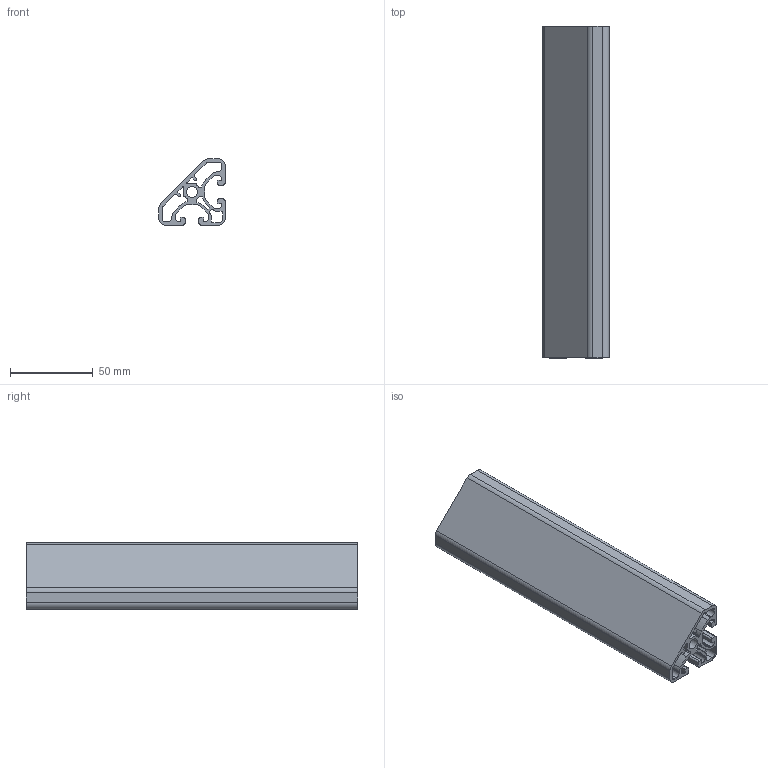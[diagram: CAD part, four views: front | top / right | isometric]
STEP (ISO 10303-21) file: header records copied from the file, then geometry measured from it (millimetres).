
FILE_DESCRIPTION(/* description */ ('Aluminiumprofil 40x40E 45°'),/* implementation_level */ '2;1');
FILE_NAME(/* name */ 'Syskomp 281404941 Aluminiumprofil 40x40E 45°.stp',/* time_stamp */ '2017-06-06T09:42:26+02:00',/* author */ ('wheldmann'),/* organization */ (''),/* preprocessor_version */ 'ST-DEVELOPER v16.1',/* originating_system */ 'Autodesk Inventor 2016',/* authorisation */ ' ');
FILE_SCHEMA (('AUTOMOTIVE_DESIGN { 1 0 10303 214 3 1 1 }'));
Length unit declared in the file: millimetre
Products named in the file (1): 281404941 Aluminiumprofil 40x40E 45° - 200
Bounding box: 40 x 200 x 40 mm (x, y, z)
Volume: 90760.8 mm3; surface area: 87436.1 mm2
Topology: 1 solids, 1 shells, 151 faces, 447 edges, 298 vertices
Faces by surface type: cylinder 89, plane 62
Full cylindrical faces by diameter (mm): 6.8 x1
Entity records: 5158 total; most frequent: DIRECTION 928, CARTESIAN_POINT 896, ORIENTED_EDGE 892, EDGE_CURVE 446, AXIS2_PLACEMENT_3D 330, VERTEX_POINT 298, LINE 268, VECTOR 268
